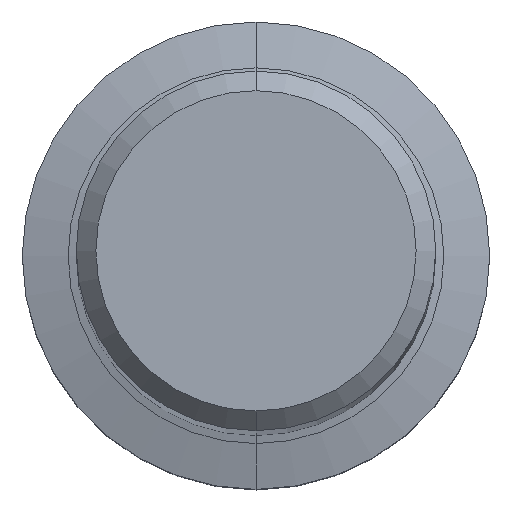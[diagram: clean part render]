
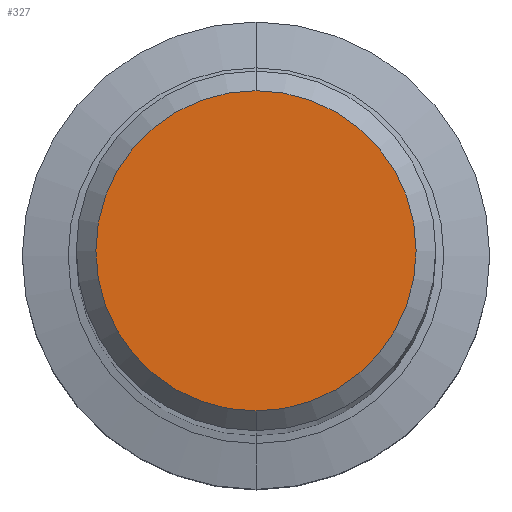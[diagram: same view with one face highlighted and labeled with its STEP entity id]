
A CAD part, top view. The second image highlights one B-rep face of the part: STEP entity #327.
In plain terms, the highlighted planar face has unit normal (0, 0, 1).
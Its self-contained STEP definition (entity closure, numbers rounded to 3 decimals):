
#327=ADVANCED_FACE('',(#695),#696,.T.);
#351=EDGE_CURVE('',#375,#391,#723,.T.);
#361=EDGE_CURVE('',#391,#375,#733,.T.);
#375=VERTEX_POINT('',#749);
#391=VERTEX_POINT('',#768);
#695=FACE_OUTER_BOUND('',#1287,.T.);
#696=PLANE('',#1288);
#723=CIRCLE('',#1339,4.9);
#733=CIRCLE('',#1351,4.9);
#749=CARTESIAN_POINT('',(0.0,4.9,0.0));
#768=CARTESIAN_POINT('',(0.,-4.9,0.0));
#1287=EDGE_LOOP('',(#1837,#1838));
#1288=AXIS2_PLACEMENT_3D('',#1839,#1840,#1841);
#1339=AXIS2_PLACEMENT_3D('',#1872,#1873,#1874);
#1351=AXIS2_PLACEMENT_3D('',#1877,#1878,#1879);
#1837=ORIENTED_EDGE('',*,*,#351,.F.);
#1838=ORIENTED_EDGE('',*,*,#361,.F.);
#1839=CARTESIAN_POINT('',(0.0,2.45,0.0));
#1840=DIRECTION('',(-0.0,0.0,1.0));
#1841=DIRECTION('',(0.0,-1.0,0.0));
#1872=CARTESIAN_POINT('',(0.0,0.0,0.0));
#1873=DIRECTION('',(0.0,0.0,-1.0));
#1874=DIRECTION('',(0.0,1.0,0.0));
#1877=CARTESIAN_POINT('',(0.0,0.0,0.0));
#1878=DIRECTION('',(0.0,0.0,-1.0));
#1879=DIRECTION('',(0.0,1.0,0.0));
